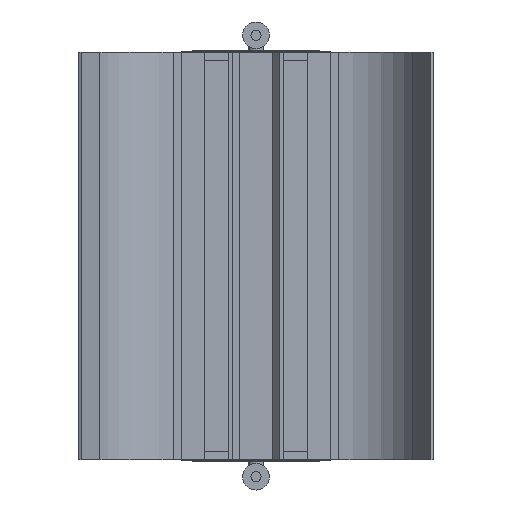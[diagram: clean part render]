
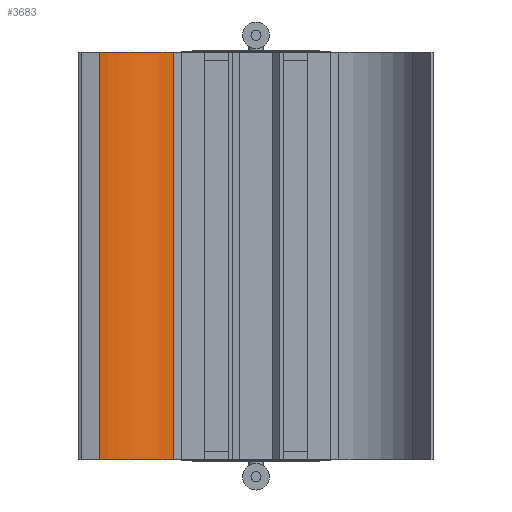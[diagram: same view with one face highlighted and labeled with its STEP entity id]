
A CAD part, front view. The second image highlights one B-rep face of the part: STEP entity #3683.
In plain terms, the highlighted cylindrical face has radius 160 mm (diameter 320 mm), a partial arc.
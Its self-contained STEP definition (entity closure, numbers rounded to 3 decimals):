
#97 = CIRCLE ( 'NONE', #926, 160. ) ;
#109 = EDGE_CURVE ( 'NONE', #2482, #3923, #1398, .T. ) ;
#162 = AXIS2_PLACEMENT_3D ( 'NONE', #2768, #3955, #4348 ) ;
#440 = DIRECTION ( 'NONE',  ( 1., 0., 0. ) ) ;
#607 = CARTESIAN_POINT ( 'NONE',  ( -293.564, -86., 383.5 ) ) ;
#626 = LINE ( 'NONE', #4422, #2514 ) ;
#752 = FACE_OUTER_BOUND ( 'NONE', #4655, .T. ) ;
#926 = AXIS2_PLACEMENT_3D ( 'NONE', #2305, #3493, #440 ) ;
#1309 = CARTESIAN_POINT ( 'NONE',  ( -155., -166., 383.5 ) ) ;
#1398 = LINE ( 'NONE', #607, #3115 ) ;
#1742 = CARTESIAN_POINT ( 'NONE',  ( -155., -6., -383.5 ) ) ;
#1822 = CARTESIAN_POINT ( 'NONE',  ( -293.564, -86., -383.5 ) ) ;
#2132 = DIRECTION ( 'NONE',  ( 0., 0., -1. ) ) ;
#2305 = CARTESIAN_POINT ( 'NONE',  ( -155., -166., 383.5 ) ) ;
#2348 = EDGE_CURVE ( 'NONE', #2823, #2976, #626, .T. ) ;
#2482 = VERTEX_POINT ( 'NONE', #4189 ) ;
#2514 = VECTOR ( 'NONE', #3659, 1000. ) ;
#2768 = CARTESIAN_POINT ( 'NONE',  ( -155., -166., -383.5 ) ) ;
#2823 = VERTEX_POINT ( 'NONE', #4183 ) ;
#2976 = VERTEX_POINT ( 'NONE', #1742 ) ;
#3115 = VECTOR ( 'NONE', #2132, 1000. ) ;
#3390 = ORIENTED_EDGE ( 'NONE', *, *, #3539, .F. ) ;
#3493 = DIRECTION ( 'NONE',  ( 0., 0., -1. ) ) ;
#3539 = EDGE_CURVE ( 'NONE', #2482, #2823, #97, .T. ) ;
#3659 = DIRECTION ( 'NONE',  ( 0., 0., -1. ) ) ;
#3683 = ADVANCED_FACE ( 'NONE', ( #752 ), #4508, .F. ) ;
#3721 = DIRECTION ( 'NONE',  ( 0., 0., -1. ) ) ;
#3737 = AXIS2_PLACEMENT_3D ( 'NONE', #1309, #3721, #4455 ) ;
#3776 = EDGE_CURVE ( 'NONE', #3923, #2976, #4899, .T. ) ;
#3852 = ORIENTED_EDGE ( 'NONE', *, *, #109, .T. ) ;
#3923 = VERTEX_POINT ( 'NONE', #1822 ) ;
#3955 = DIRECTION ( 'NONE',  ( 0., 0., -1. ) ) ;
#4183 = CARTESIAN_POINT ( 'NONE',  ( -155., -6., 383.5 ) ) ;
#4189 = CARTESIAN_POINT ( 'NONE',  ( -293.564, -86., 383.5 ) ) ;
#4348 = DIRECTION ( 'NONE',  ( 1., 0., 0. ) ) ;
#4421 = ORIENTED_EDGE ( 'NONE', *, *, #2348, .F. ) ;
#4422 = CARTESIAN_POINT ( 'NONE',  ( -155., -6., 383.5 ) ) ;
#4455 = DIRECTION ( 'NONE',  ( -1., 0., 0. ) ) ;
#4467 = ORIENTED_EDGE ( 'NONE', *, *, #3776, .T. ) ;
#4508 = CYLINDRICAL_SURFACE ( 'NONE', #3737, 160. ) ;
#4655 = EDGE_LOOP ( 'NONE', ( #4467, #4421, #3390, #3852 ) ) ;
#4899 = CIRCLE ( 'NONE', #162, 160. ) ;
